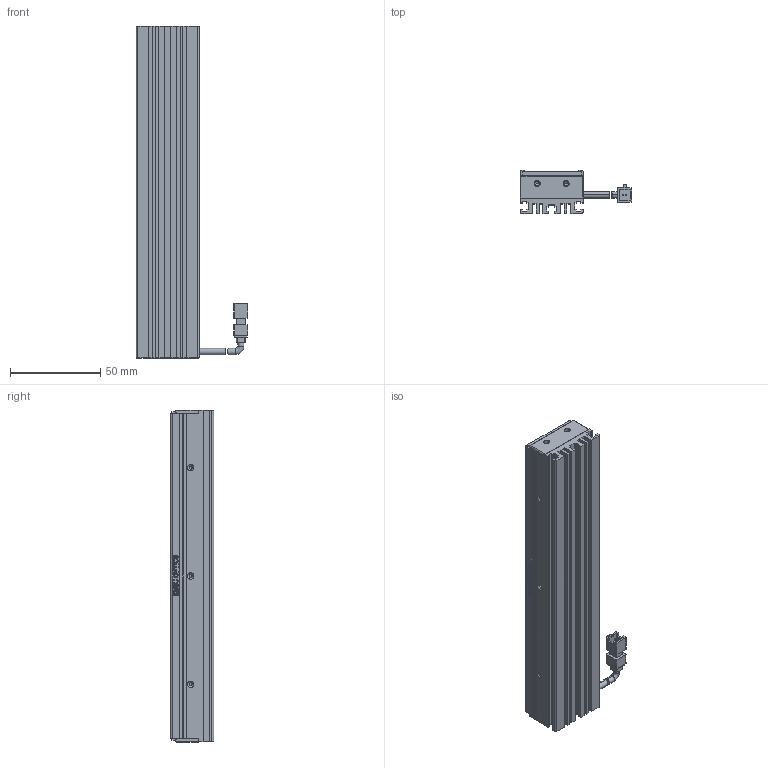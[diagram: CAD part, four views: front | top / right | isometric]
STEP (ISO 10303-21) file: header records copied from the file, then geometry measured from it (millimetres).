
FILE_DESCRIPTION (( 'STEP AP214' ), '1' );
FILE_NAME ('660112-W.STEP', '2019-03-19T02:33:35', ( '' ), ( '' ), 'SwSTEP 2.0', 'SolidWorks 2016', '' );
FILE_SCHEMA (( 'AUTOMOTIVE_DESIGN' ));
Length unit declared in the file: millimetre
Products named in the file (1): 660112-W
Bounding box: 62 x 24 x 184 mm (x, y, z)
Volume: 82742.7 mm3; surface area: 93943.8 mm2
Topology: 8 solids, 8 shells, 1721 faces, 4553 edges, 2863 vertices
Faces by surface type: cylinder 927, plane 477, bspline 271, cone 46
Entity records: 72257 total; most frequent: CARTESIAN_POINT 12880, DIRECTION 9182, ORIENTED_EDGE 8214, EDGE_CURVE 4107, AXIS2_PLACEMENT_3D 3743, VERTEX_POINT 2863, CIRCLE 2292, EDGE_LOOP 2198
